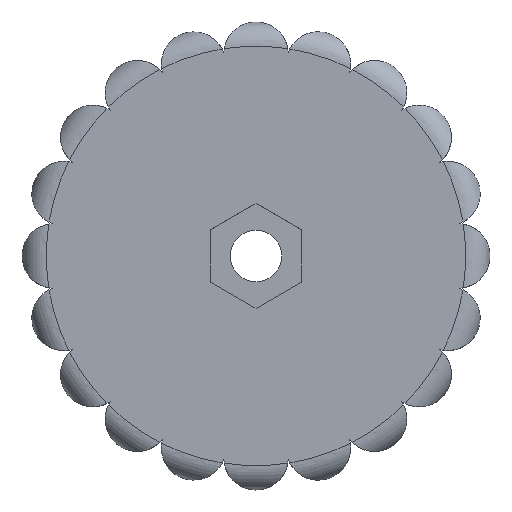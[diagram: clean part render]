
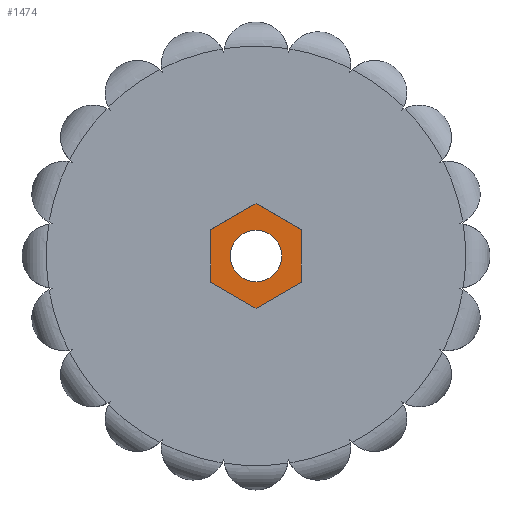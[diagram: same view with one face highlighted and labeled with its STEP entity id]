
A CAD part, top view. The second image highlights one B-rep face of the part: STEP entity #1474.
In plain terms, the highlighted planar face has unit normal (0, 0, 1).
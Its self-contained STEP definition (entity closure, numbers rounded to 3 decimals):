
#37=LINE('',#3603,#76);
#41=LINE('',#3610,#80);
#44=LINE('',#3616,#83);
#47=LINE('',#3622,#86);
#50=LINE('',#3628,#89);
#52=LINE('',#3631,#91);
#76=VECTOR('',#2074,10.);
#80=VECTOR('',#2080,10.);
#83=VECTOR('',#2085,10.);
#86=VECTOR('',#2090,10.);
#89=VECTOR('',#2095,10.);
#91=VECTOR('',#2099,10.);
#115=FACE_BOUND('',#264,.T.);
#124=PLANE('',#1683);
#192=FACE_OUTER_BOUND('',#263,.T.);
#263=EDGE_LOOP('',(#1281,#1282,#1283,#1284,#1285,#1286));
#264=EDGE_LOOP('',(#1287));
#388=CIRCLE('',#1684,1.6);
#634=VERTEX_POINT('',#3600);
#635=VERTEX_POINT('',#3602);
#637=VERTEX_POINT('',#3608);
#639=VERTEX_POINT('',#3614);
#641=VERTEX_POINT('',#3620);
#643=VERTEX_POINT('',#3626);
#644=VERTEX_POINT('',#3633);
#866=EDGE_CURVE('',#634,#635,#37,.T.);
#870=EDGE_CURVE('',#637,#634,#41,.T.);
#873=EDGE_CURVE('',#639,#637,#44,.T.);
#876=EDGE_CURVE('',#641,#639,#47,.T.);
#879=EDGE_CURVE('',#643,#641,#50,.T.);
#881=EDGE_CURVE('',#635,#643,#52,.T.);
#882=EDGE_CURVE('',#644,#644,#388,.T.);
#1281=ORIENTED_EDGE('',*,*,#881,.F.);
#1282=ORIENTED_EDGE('',*,*,#866,.F.);
#1283=ORIENTED_EDGE('',*,*,#870,.F.);
#1284=ORIENTED_EDGE('',*,*,#873,.F.);
#1285=ORIENTED_EDGE('',*,*,#876,.F.);
#1286=ORIENTED_EDGE('',*,*,#879,.F.);
#1287=ORIENTED_EDGE('',*,*,#882,.F.);
#1474=ADVANCED_FACE('',(#192,#115),#124,.F.);
#1683=AXIS2_PLACEMENT_3D('',#3632,#2100,#2101);
#1684=AXIS2_PLACEMENT_3D('',#3634,#2102,#2103);
#2074=DIRECTION('',(0.866,0.5,0.));
#2080=DIRECTION('',(0.,1.,0.));
#2085=DIRECTION('',(-0.866,0.5,0.));
#2090=DIRECTION('',(-0.866,-0.5,0.));
#2095=DIRECTION('',(0.,-1.,0.));
#2099=DIRECTION('',(0.866,-0.5,0.));
#2100=DIRECTION('center_axis',(0.,0.,-1.));
#2101=DIRECTION('ref_axis',(-1.,0.,0.));
#2102=DIRECTION('center_axis',(0.,0.,1.));
#2103=DIRECTION('ref_axis',(-1.,0.,0.));
#3600=CARTESIAN_POINT('',(-2.815,1.625,2.5));
#3602=CARTESIAN_POINT('',(0.,3.25,2.5));
#3603=CARTESIAN_POINT('',(-2.815,1.625,2.5));
#3608=CARTESIAN_POINT('',(-2.815,-1.625,2.5));
#3610=CARTESIAN_POINT('',(-2.815,-1.625,2.5));
#3614=CARTESIAN_POINT('',(0.,-3.25,2.5));
#3616=CARTESIAN_POINT('',(0.,-3.25,2.5));
#3620=CARTESIAN_POINT('',(2.815,-1.625,2.5));
#3622=CARTESIAN_POINT('',(2.815,-1.625,2.5));
#3626=CARTESIAN_POINT('',(2.815,1.625,2.5));
#3628=CARTESIAN_POINT('',(2.815,1.625,2.5));
#3631=CARTESIAN_POINT('',(0.,3.25,2.5));
#3632=CARTESIAN_POINT('Origin',(0.,0.,
2.5));
#3633=CARTESIAN_POINT('',(1.6,0.,2.5));
#3634=CARTESIAN_POINT('Origin',(0.,0.,2.5));
